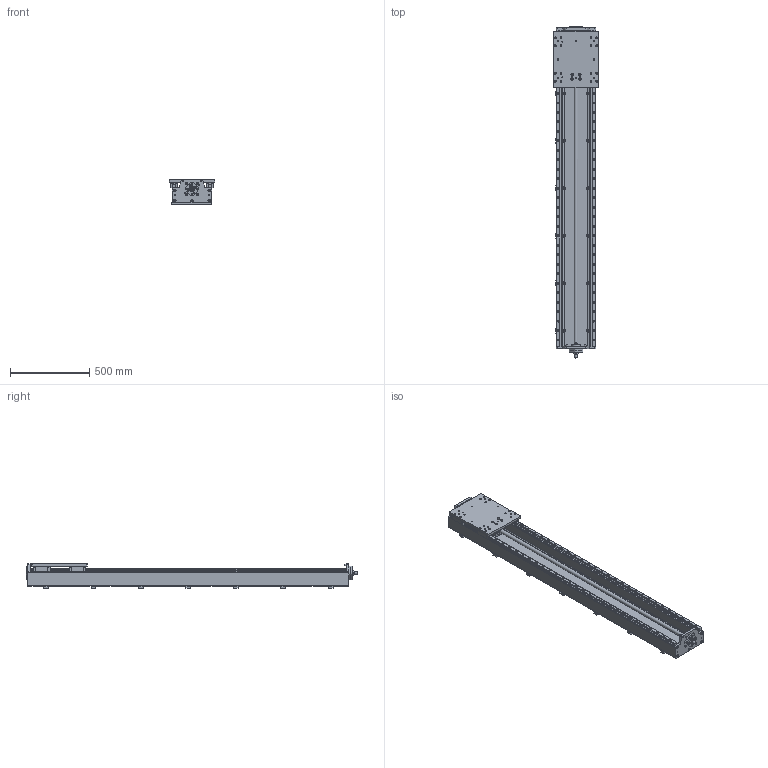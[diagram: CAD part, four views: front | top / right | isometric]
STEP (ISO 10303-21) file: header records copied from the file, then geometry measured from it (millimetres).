
FILE_DESCRIPTION((''),'2;1');
FILE_NAME('KK-HD-285-25-25XX-2000.stp','2009-03-22T20:09:58',('kurt'),(''),'Autodesk Inventor 2008','Autodesk Inventor 2008','');
FILE_SCHEMA(('AUTOMOTIVE_DESIGN { 1 0 10303 214 1 1 1 1 }'));
Length unit declared in the file: millimetre
Products named in the file (1): Part277
Bounding box: 285 x 2099 x 155 mm (x, y, z)
Volume: 26164293.6 mm3; surface area: 2587592.4 mm2
Topology: 23 solids, 23 shells, 2654 faces, 6934 edges, 4552 vertices
Faces by surface type: plane 1640, cylinder 593, bspline 247, cone 158, torus 16
Full cylindrical faces by diameter (mm): 2.459 x4, 3 x4, 3.5 x4, 3.6 x1, 4 x1, 4.917 x81, 5.5 x4, 6 x30, 6.6 x30, 6.647 x14, 7 x66, 8 x4, 8.376 x8, 9 x18, 10 x4, 10.106 x14, 11 x94, 15 x18, 17 x1, 18 x14, 19 x1, 20 x4, 23 x1, 25 x3, 26 x1, 28.64 x4, 29.082 x2, 37 x2, 38 x1, 38.36 x4
Entity records: 85081 total; most frequent: CARTESIAN_POINT 20677, ORIENTED_EDGE 12344, DIRECTION 11764, EDGE_CURVE 6172, VERTEX_POINT 4378, VECTOR 4292, LINE 4292, AXIS2_PLACEMENT_3D 3736
